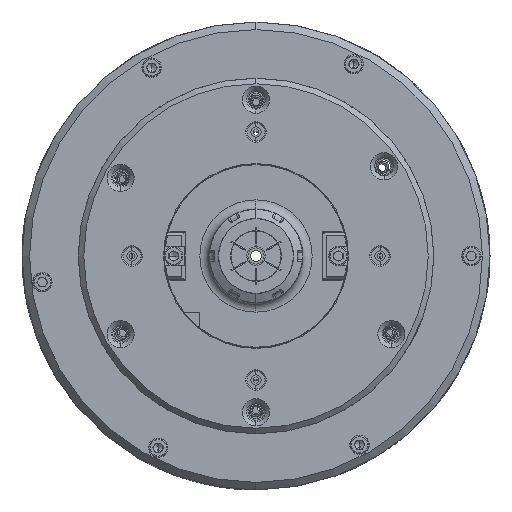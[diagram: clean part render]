
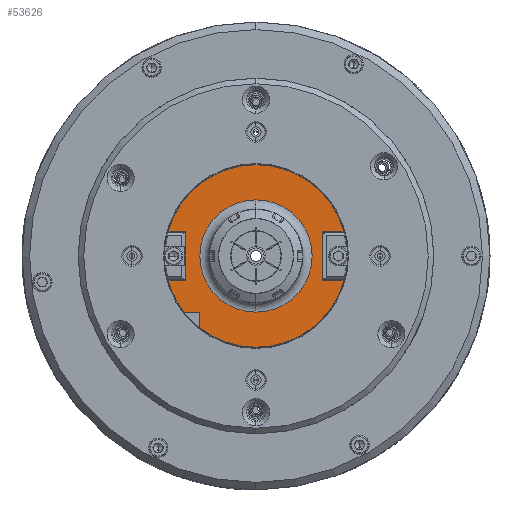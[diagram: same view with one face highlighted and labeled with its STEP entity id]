
A CAD part, left-side view. The second image highlights one B-rep face of the part: STEP entity #53626.
In plain terms, the highlighted planar face has unit normal (-1, 0, 0).
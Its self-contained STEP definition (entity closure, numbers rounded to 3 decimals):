
#57 = ORIENTED_EDGE ( 'NONE', *, *, #11327, .T. ) ;
#533 = ORIENTED_EDGE ( 'NONE', *, *, #11014, .T. ) ;
#583 = ORIENTED_EDGE ( 'NONE', *, *, #11010, .T. ) ;
#660 = ORIENTED_EDGE ( 'NONE', *, *, #11308, .T. ) ;
#2129 = FACE_OUTER_BOUND ( 'NONE', #19715, .T. ) ;
#2586 = FACE_BOUND ( 'NONE', #19778, .T. ) ;
#3159 = AXIS2_PLACEMENT_3D ( 'NONE', #12154, #11787, #11810 ) ;
#3192 = AXIS2_PLACEMENT_3D ( 'NONE', #11614, #12153, #12165 ) ;
#3423 = AXIS2_PLACEMENT_3D ( 'NONE', #11533, #11530, #11531 ) ;
#3693 = AXIS2_PLACEMENT_3D ( 'NONE', #35558, #35054, #35497 ) ;
#3712 = AXIS2_PLACEMENT_3D ( 'NONE', #34822, #34624, #34516 ) ;
#3717 = AXIS2_PLACEMENT_3D ( 'NONE', #35167, #35252, #34490 ) ;
#5039 = VERTEX_POINT ( 'NONE', #40600 ) ;
#5043 = VERTEX_POINT ( 'NONE', #40555 ) ;
#5074 = VERTEX_POINT ( 'NONE', #40708 ) ;
#5121 = VERTEX_POINT ( 'NONE', #40231 ) ;
#5259 = VERTEX_POINT ( 'NONE', #40251 ) ;
#5274 = VERTEX_POINT ( 'NONE', #39068 ) ;
#5289 = VERTEX_POINT ( 'NONE', #39821 ) ;
#5317 = VERTEX_POINT ( 'NONE', #39035 ) ;
#5526 = VERTEX_POINT ( 'NONE', #40518 ) ;
#5545 = VERTEX_POINT ( 'NONE', #38878 ) ;
#5603 = VERTEX_POINT ( 'NONE', #38791 ) ;
#5648 = VERTEX_POINT ( 'NONE', #39186 ) ;
#5673 = VERTEX_POINT ( 'NONE', #38414 ) ;
#6220 = VERTEX_POINT ( 'NONE', #40182 ) ;
#10471 = EDGE_CURVE ( 'NONE', #5545, #5317, #30452, .T. ) ;
#10538 = EDGE_CURVE ( 'NONE', #5274, #5526, #29796, .T. ) ;
#10576 = EDGE_CURVE ( 'NONE', #5648, #5545, #23372, .T. ) ;
#10583 = EDGE_CURVE ( 'NONE', #5043, #6220, #23869, .T. ) ;
#11010 = EDGE_CURVE ( 'NONE', #5121, #5648, #23612, .T. ) ;
#11014 = EDGE_CURVE ( 'NONE', #5526, #5274, #23605, .T. ) ;
#11240 = DIRECTION ( 'NONE',  ( 0., 1., 0. ) ) ;
#11296 = EDGE_CURVE ( 'NONE', #5289, #5259, #37754, .T. ) ;
#11297 = EDGE_CURVE ( 'NONE', #5121, #5259, #37752, .T. ) ;
#11306 = EDGE_CURVE ( 'NONE', #5074, #5039, #37824, .T. ) ;
#11308 = EDGE_CURVE ( 'NONE', #5317, #5673, #37724, .T. ) ;
#11317 = EDGE_CURVE ( 'NONE', #5039, #5289, #37723, .T. ) ;
#11320 = EDGE_CURVE ( 'NONE', #6220, #5603, #37826, .T. ) ;
#11322 = EDGE_CURVE ( 'NONE', #5603, #5074, #37727, .T. ) ;
#11327 = EDGE_CURVE ( 'NONE', #5673, #5043, #37713, .T. ) ;
#11440 = CARTESIAN_POINT ( 'NONE',  ( -17.6, 44.599, -30. ) ) ;
#11530 = DIRECTION ( 'NONE',  ( 1., 0., 0. ) ) ;
#11531 = DIRECTION ( 'NONE',  ( 0., 0., -1. ) ) ;
#11533 = CARTESIAN_POINT ( 'NONE',  ( -17.6, 0., 0. ) ) ;
#11562 = DIRECTION ( 'NONE',  ( 0., 0., -1. ) ) ;
#11564 = CARTESIAN_POINT ( 'NONE',  ( -17.6, 30., -48.75 ) ) ;
#11607 = DIRECTION ( 'NONE',  ( 0., -1., 0. ) ) ;
#11614 = CARTESIAN_POINT ( 'NONE',  ( -17.6, 0., 0. ) ) ;
#11787 = DIRECTION ( 'NONE',  ( -1., 0., 0. ) ) ;
#11809 = DIRECTION ( 'NONE',  ( 0., 1., 0. ) ) ;
#11810 = DIRECTION ( 'NONE',  ( 0., 0., 1. ) ) ;
#11837 = CARTESIAN_POINT ( 'NONE',  ( -17.6, 48.751, 12.85 ) ) ;
#11898 = DIRECTION ( 'NONE',  ( 0., 0., 1. ) ) ;
#11911 = DIRECTION ( 'NONE',  ( 0., 0., -1. ) ) ;
#11925 = CARTESIAN_POINT ( 'NONE',  ( -17.6, 37.7, 0. ) ) ;
#11927 = CARTESIAN_POINT ( 'NONE',  ( -17.6, -35.5, -48.75 ) ) ;
#11948 = CARTESIAN_POINT ( 'NONE',  ( -17.6, -48.75, 12.85 ) ) ;
#12020 = CARTESIAN_POINT ( 'NONE',  ( -17.6, 48.751, -12.85 ) ) ;
#12121 = DIRECTION ( 'NONE',  ( 0., -1., 0. ) ) ;
#12153 = DIRECTION ( 'NONE',  ( -1., 0., 0. ) ) ;
#12154 = CARTESIAN_POINT ( 'NONE',  ( -17.6, 0., 0. ) ) ;
#12165 = DIRECTION ( 'NONE',  ( 0., 0., 1. ) ) ;
#19715 = EDGE_LOOP ( 'NONE', ( #56579, #583, #56756, #56923, #660, #57, #46577, #46575, #46574, #46572, #46627, #46573 ) ) ;
#19778 = EDGE_LOOP ( 'NONE', ( #533, #56381 ) ) ;
#23372 = CIRCLE ( 'NONE', #3717, 48.75 ) ;
#23517 = VECTOR ( 'NONE', #11562, 1000. ) ;
#23605 = CIRCLE ( 'NONE', #3423, 30. ) ;
#23612 = LINE ( 'NONE', #11564, #23517 ) ;
#23869 = CIRCLE ( 'NONE', #3712, 48.75 ) ;
#25048 = DIRECTION ( 'NONE',  ( 0., 1., 0. ) ) ;
#28807 = AXIS2_PLACEMENT_3D ( 'NONE', #31742, #32201, #32255 ) ;
#29796 = CIRCLE ( 'NONE', #3693, 30. ) ;
#30443 = VECTOR ( 'NONE', #25048, 1000. ) ;
#30452 = LINE ( 'NONE', #43909, #30443 ) ;
#31375 = PLANE ( 'NONE',  #28807 ) ;
#31742 = CARTESIAN_POINT ( 'NONE',  ( -17.6, 0., -48.75 ) ) ;
#32201 = DIRECTION ( 'NONE',  ( 1., 0., 0. ) ) ;
#32255 = DIRECTION ( 'NONE',  ( 0., 0., -1. ) ) ;
#34490 = DIRECTION ( 'NONE',  ( 0., 0., 1. ) ) ;
#34516 = DIRECTION ( 'NONE',  ( 0., 0., 1. ) ) ;
#34624 = DIRECTION ( 'NONE',  ( -1., 0., 0. ) ) ;
#34822 = CARTESIAN_POINT ( 'NONE',  ( -17.6, 0., 0. ) ) ;
#35054 = DIRECTION ( 'NONE',  ( 1., 0., 0. ) ) ;
#35167 = CARTESIAN_POINT ( 'NONE',  ( -17.6, 0., 0. ) ) ;
#35252 = DIRECTION ( 'NONE',  ( -1., 0., 0. ) ) ;
#35497 = DIRECTION ( 'NONE',  ( 0., 0., -1. ) ) ;
#35558 = CARTESIAN_POINT ( 'NONE',  ( -17.6, 0., 0. ) ) ;
#37713 = LINE ( 'NONE', #11948, #37729 ) ;
#37719 = VECTOR ( 'NONE', #11898, 1000. ) ;
#37723 = LINE ( 'NONE', #12020, #37732 ) ;
#37724 = LINE ( 'NONE', #11927, #37719 ) ;
#37727 = LINE ( 'NONE', #11837, #37814 ) ;
#37729 = VECTOR ( 'NONE', #11607, 1000. ) ;
#37732 = VECTOR ( 'NONE', #11809, 1000. ) ;
#37746 = VECTOR ( 'NONE', #11240, 1000. ) ;
#37752 = LINE ( 'NONE', #11440, #37746 ) ;
#37754 = CIRCLE ( 'NONE', #3159, 48.75 ) ;
#37799 = VECTOR ( 'NONE', #11911, 1000. ) ;
#37814 = VECTOR ( 'NONE', #12121, 1000. ) ;
#37824 = LINE ( 'NONE', #11925, #37799 ) ;
#37826 = CIRCLE ( 'NONE', #3192, 48.75 ) ;
#38414 = CARTESIAN_POINT ( 'NONE',  ( -17.6, -35.5, 12.85 ) ) ;
#38791 = CARTESIAN_POINT ( 'NONE',  ( -17.6, 47.026, 12.85 ) ) ;
#38878 = CARTESIAN_POINT ( 'NONE',  ( -17.6, -47.026, -12.85 ) ) ;
#39035 = CARTESIAN_POINT ( 'NONE',  ( -17.6, -35.5, -12.85 ) ) ;
#39068 = CARTESIAN_POINT ( 'NONE',  ( -17.6, 0., 30. ) ) ;
#39186 = CARTESIAN_POINT ( 'NONE',  ( -17.6, 30., -38.426 ) ) ;
#39821 = CARTESIAN_POINT ( 'NONE',  ( -17.6, 47.026, -12.85 ) ) ;
#40182 = CARTESIAN_POINT ( 'NONE',  ( -17.6, 0., 48.75 ) ) ;
#40231 = CARTESIAN_POINT ( 'NONE',  ( -17.6, 30., -30. ) ) ;
#40251 = CARTESIAN_POINT ( 'NONE',  ( -17.6, 38.426, -30. ) ) ;
#40518 = CARTESIAN_POINT ( 'NONE',  ( -17.6, 0., -30. ) ) ;
#40555 = CARTESIAN_POINT ( 'NONE',  ( -17.6, -47.026, 12.85 ) ) ;
#40600 = CARTESIAN_POINT ( 'NONE',  ( -17.6, 37.7, -12.85 ) ) ;
#40708 = CARTESIAN_POINT ( 'NONE',  ( -17.6, 37.7, 12.85 ) ) ;
#43909 = CARTESIAN_POINT ( 'NONE',  ( -17.6, 0., -12.85 ) ) ;
#46572 = ORIENTED_EDGE ( 'NONE', *, *, #11306, .T. ) ;
#46573 = ORIENTED_EDGE ( 'NONE', *, *, #11296, .T. ) ;
#46574 = ORIENTED_EDGE ( 'NONE', *, *, #11322, .T. ) ;
#46575 = ORIENTED_EDGE ( 'NONE', *, *, #11320, .T. ) ;
#46577 = ORIENTED_EDGE ( 'NONE', *, *, #10583, .T. ) ;
#46627 = ORIENTED_EDGE ( 'NONE', *, *, #11317, .T. ) ;
#53626 = ADVANCED_FACE ( 'NONE', ( #2586, #2129 ), #31375, .F. ) ;
#56381 = ORIENTED_EDGE ( 'NONE', *, *, #10538, .T. ) ;
#56579 = ORIENTED_EDGE ( 'NONE', *, *, #11297, .F. ) ;
#56756 = ORIENTED_EDGE ( 'NONE', *, *, #10576, .T. ) ;
#56923 = ORIENTED_EDGE ( 'NONE', *, *, #10471, .T. ) ;
